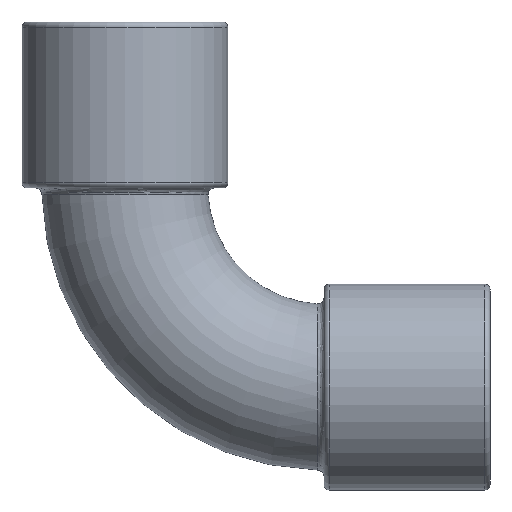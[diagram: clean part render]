
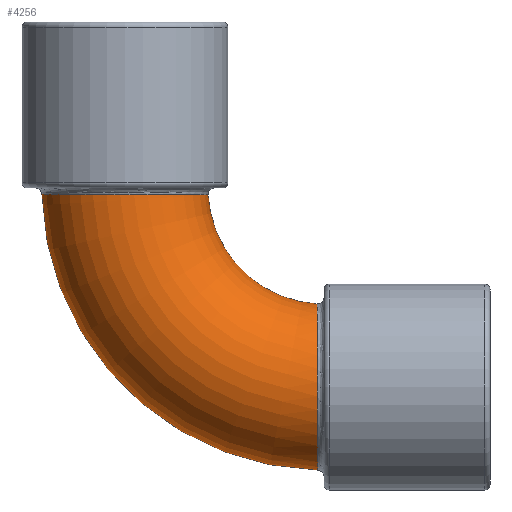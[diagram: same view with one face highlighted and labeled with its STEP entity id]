
A CAD part, front view. The second image highlights one B-rep face of the part: STEP entity #4256.
In plain terms, the highlighted toroidal (fillet/blend) face has major radius 3.81 mm and minor radius 1.587 mm.
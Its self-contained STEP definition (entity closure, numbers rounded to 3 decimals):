
#845=CARTESIAN_POINT('POINT33',(-5.396,0.,
   -0.124));
#846=VERTEX_POINT('VERTEX33',#845);
#862=CARTESIAN_POINT('POINT34',(-2.218,0.,
   -0.135));
#863=VERTEX_POINT('VERTEX34',#862);
#864=B_SPLINE_CURVE_WITH_KNOTS('SPLINE_CRV10',3,(#865,#866,#867,#868,
   #869,#870,#871,#872,#873,#874,#875,#876,#877,#878,#879,#880,#881,#882
   ,#883,#884,#885),.UNSPECIFIED.,.F.,.F.,(4,1,1,1,1,1,1,1,1,1,1,1,1,1,1
   ,1,1,1,4),(0.,0.057,0.115,
   0.172,0.227,0.281,
   0.336,0.393,0.451,
   0.508,0.565,0.623,
   0.68,0.73,0.78,
   0.831,0.887,0.944,
   1.),.UNSPECIFIED.);
#865=CARTESIAN_POINT('',(-5.396,0.,
   -0.124));
#866=CARTESIAN_POINT('',(-5.396,-0.095,
   -0.124));
#867=CARTESIAN_POINT('',(-5.379,-0.286,
   -0.124));
#868=CARTESIAN_POINT('',(-5.302,-0.563,
   -0.124));
#869=CARTESIAN_POINT('',(-5.179,-0.818,
   -0.124));
#870=CARTESIAN_POINT('',(-5.016,-1.043,
   -0.125));
#871=CARTESIAN_POINT('',(-4.82,-1.234,
   -0.125));
#872=CARTESIAN_POINT('',(-4.59,-1.391,
   -0.125));
#873=CARTESIAN_POINT('',(-4.333,-1.508,
   -0.126));
#874=CARTESIAN_POINT('',(-4.054,-1.577,
   -0.126));
#875=CARTESIAN_POINT('',(-3.767,-1.596,
   -0.127));
#876=CARTESIAN_POINT('',(-3.482,-1.562,
   -0.128));
#877=CARTESIAN_POINT('',(-3.207,-1.479,
   -0.129));
#878=CARTESIAN_POINT('',(-2.962,-1.353,
   -0.13));
#879=CARTESIAN_POINT('',(-2.752,-1.195,
   -0.131));
#880=CARTESIAN_POINT('',(-2.577,-1.014,
   -0.132));
#881=CARTESIAN_POINT('',(-2.427,-0.8,
   -0.133));
#882=CARTESIAN_POINT('',(-2.31,-0.554,
   -0.134));
#883=CARTESIAN_POINT('',(-2.235,-0.282,
   -0.135));
#884=CARTESIAN_POINT('',(-2.219,-0.094,
   -0.135));
#885=CARTESIAN_POINT('',(-2.218,0.,
   -0.135));
#886=EDGE_CURVE('EDGE52',#863,#846,#864,.F.);
#1748=CARTESIAN_POINT('POINT35',(-0.135,0.,
   -2.218));
#1749=VERTEX_POINT('VERTEX35',#1748);
#1765=CARTESIAN_POINT('POINT36',(-0.124,0.,
   -5.396));
#1766=VERTEX_POINT('VERTEX36',#1765);
#1767=B_SPLINE_CURVE_WITH_KNOTS('SPLINE_CRV13',3,(#1768,#1769,#1770,
   #1771,#1772,#1773,#1774,#1775,#1776,#1777,#1778,#1779,#1780,#1781,
   #1782,#1783,#1784,#1785,#1786,#1787,#1788),.UNSPECIFIED.,.F.,.F.,(4,1
   ,1,1,1,1,1,1,1,1,1,1,1,1,1,1,1,1,4),(0.,0.053,
   0.109,0.169,0.225,
   0.279,0.333,0.391,
   0.448,0.503,0.558,
   0.615,0.672,0.728,
   0.785,0.841,0.894,
   0.947,1.),.UNSPECIFIED.);
#1768=CARTESIAN_POINT('',(-0.135,0.,
   -2.218));
#1769=CARTESIAN_POINT('',(-0.135,-0.088,
   -2.219));
#1770=CARTESIAN_POINT('',(-0.135,-0.269,
   -2.233));
#1771=CARTESIAN_POINT('',(-0.134,-0.543,
   -2.305));
#1772=CARTESIAN_POINT('',(-0.133,-0.803,
   -2.427));
#1773=CARTESIAN_POINT('',(-0.132,-1.034,
   -2.592));
#1774=CARTESIAN_POINT('',(-0.131,-1.226,
   -2.787));
#1775=CARTESIAN_POINT('',(-0.13,-1.385,
   -3.015));
#1776=CARTESIAN_POINT('',(-0.129,-1.503,
   -3.27));
#1777=CARTESIAN_POINT('',(-0.128,-1.574,
   -3.544));
#1778=CARTESIAN_POINT('',(-0.127,-1.595,
   -3.822));
#1779=CARTESIAN_POINT('',(-0.126,-1.569,
   -4.1));
#1780=CARTESIAN_POINT('',(-0.126,-1.493,
   -4.372));
#1781=CARTESIAN_POINT('',(-0.125,-1.37,
   -4.627));
#1782=CARTESIAN_POINT('',(-0.125,-1.203,
   -4.857));
#1783=CARTESIAN_POINT('',(-0.125,-0.999,
   -5.053));
#1784=CARTESIAN_POINT('',(-0.124,-0.768,
   -5.207));
#1785=CARTESIAN_POINT('',(-0.124,-0.52,
   -5.316));
#1786=CARTESIAN_POINT('',(-0.124,-0.264,
   -5.381));
#1787=CARTESIAN_POINT('',(-0.124,-0.088,
   -5.396));
#1788=CARTESIAN_POINT('',(-0.124,0.,
   -5.396));
#1789=EDGE_CURVE('EDGE55',#1749,#1766,#1767,.T.);
#4233=CARTESIAN_POINT('POS67',(0.,0.,0.));
#4234=DIRECTION('DIR125',(0.,1.,0.));
#4235=DIRECTION('DIR126',(-0.023,0.,
   -1.));
#4236=AXIS2_PLACEMENT_3D('AXIS59',#4233,#4234,#4235);
#4237=CIRCLE('ELLIPSE35',#4236,5.398);
#4238=EDGE_CURVE('EDGE59',#1766,#846,#4237,.T.);
#4239=ORIENTED_EDGE('COEDGE113',*,*,#4238,.F.);
#4240=ORIENTED_EDGE('COEDGE114',*,*,#1789,.F.);
#4241=CARTESIAN_POINT('POS68',(0.,0.,0.)
   );
#4242=DIRECTION('DIR127',(0.,1.,
   0.));
#4243=DIRECTION('DIR128',(-0.061,0.,
   -0.998));
#4244=AXIS2_PLACEMENT_3D('AXIS60',#4241,#4242,#4243);
#4245=CIRCLE('ELLIPSE36',#4244,2.223);
#4246=EDGE_CURVE('EDGE60',#1749,#863,#4245,.T.);
#4247=ORIENTED_EDGE('COEDGE115',*,*,#4246,.T.);
#4248=ORIENTED_EDGE('COEDGE116',*,*,#886,.T.);
#4249=EDGE_LOOP('NONE',(#4239,#4240,#4247,#4248));
#4250=FACE_BOUND('LOOP1',#4249,.T.);
#4251=CARTESIAN_POINT('POS69',(0.,0.,0.));
#4252=DIRECTION('DIR129',(0.,1.,0.));
#4253=DIRECTION('DIR130',(0.,0.,1.));
#4254=AXIS2_PLACEMENT_3D('AXIS61',#4251,#4252,#4253);
#4255=TOROIDAL_SURFACE('TORUS11',#4254,3.81,1.588);
#4256=ADVANCED_FACE('FACE29',(#4250),#4255,.T.);
